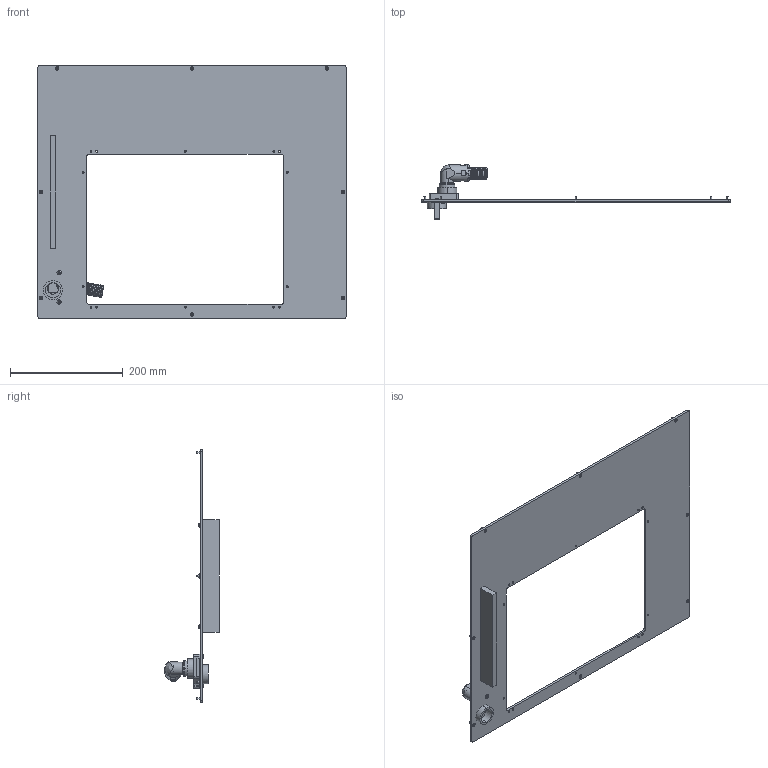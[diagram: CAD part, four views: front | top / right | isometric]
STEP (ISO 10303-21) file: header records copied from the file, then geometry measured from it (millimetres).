
FILE_DESCRIPTION (( 'STEP AP214' ), '1' );
FILE_NAME ('INGUN_113543.STEP', '2022-10-18T09:53:45', ( '' ), ( '' ), 'SwSTEP 2.0', 'SolidWorks 2021', '' );
FILE_SCHEMA (( 'AUTOMOTIVE_DESIGN' ));
Length unit declared in the file: millimetre
Products named in the file (9): INGUN_113543; DIN7991~n_M03,0x010 VA; 107460~0; 11655~0; 19420~3; 9905~1_S; ISO7380~n_M04,0x010; 107464~3_S; 11657~0
Assembly tree (19 placements, depth 2):
  INGUN_113543
    107460~0
    9905~1_S
    11657~0
    11655~0
    19420~3
    107464~3_S
    DIN7991~n_M03,0x010 VA  x8
    ISO7380~n_M04,0x010  x5
Bounding box: 546 x 96.4 x 448 mm (x, y, z)
Volume: 717781.2 mm3; surface area: 374579.6 mm2
Topology: 19 solids, 19 shells, 738 faces, 1810 edges, 1164 vertices
Faces by surface type: cylinder 495, plane 152, cone 76, torus 10, bspline 5
Entity records: 15505 total; most frequent: CARTESIAN_POINT 4268, DIRECTION 2358, ORIENTED_EDGE 2070, EDGE_CURVE 1035, AXIS2_PLACEMENT_3D 959, VERTEX_POINT 672, EDGE_LOOP 543, CIRCLE 516
